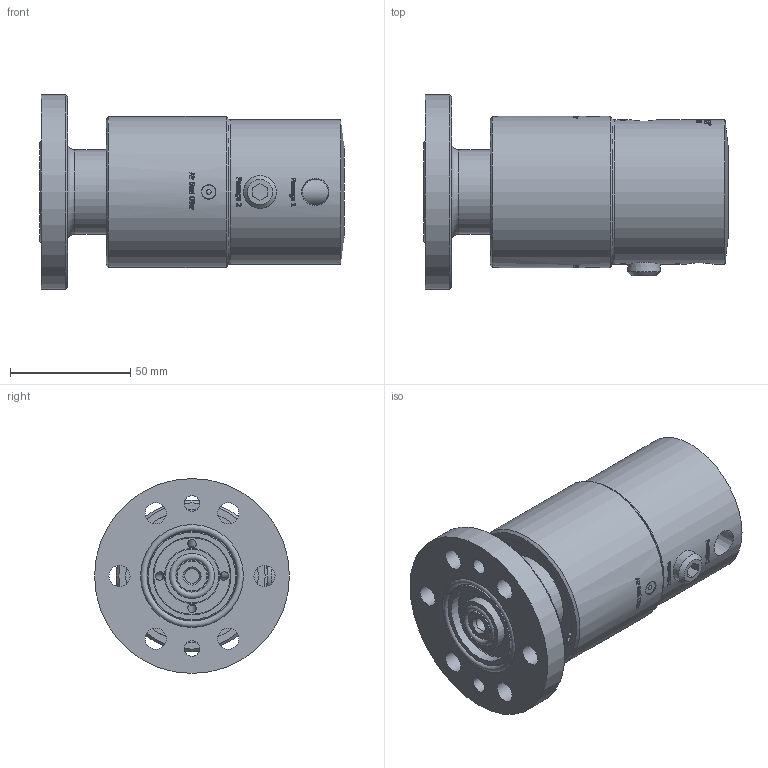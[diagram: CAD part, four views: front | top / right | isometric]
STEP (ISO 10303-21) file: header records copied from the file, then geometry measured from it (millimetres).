
FILE_DESCRIPTION(/* description */ (''),/* implementation_level */ '2;1');
FILE_NAME(/* name */ '2620-200-157-IC.stp',/* time_stamp */ '2020-05-17T16:00:19-05:00',/* author */ ('Moorera'),/* organization */ (''),/* preprocessor_version */ 'ST-DEVELOPER v18.1',/* originating_system */ 'Autodesk Inventor 2020',/* authorisation */ '');
FILE_SCHEMA (('AUTOMOTIVE_DESIGN { 1 0 10303 214 3 1 1 }'));
Products named in the file (1): 2620-200-157-IC
Bounding box: 126.52 x 81 x 81 mm (x, y, z)
Volume: 345270 mm3; surface area: 47578.8 mm2
Topology: 3 solids, 6 shells, 1277 faces, 3443 edges, 2305 vertices
Faces by surface type: bspline 690, plane 394, cylinder 158, cone 19, torus 14, sphere 2
Full cylindrical faces by diameter (mm): 2.5 x2, 3.5 x4, 4.7 x2, 4.85 x2, 4.9 x2, 5.75 x2, 6 x3, 6.5 x2, 8.8 x6, 10.719 x3, 12.4 x1, 18.8 x1, 22.4 x1, 32.4 x1, 35 x1, 35.2 x1, 36.4 x1, 42.8 x1, 55.1 x1, 60 x1, 62.8 x1, 81 x1
Entity records: 60768 total; most frequent: CARTESIAN_POINT 32306, ORIENTED_EDGE 6878, DIRECTION 4005, EDGE_CURVE 3439, VERTEX_POINT 2305, LINE 1463, VECTOR 1463, EDGE_LOOP 1428
